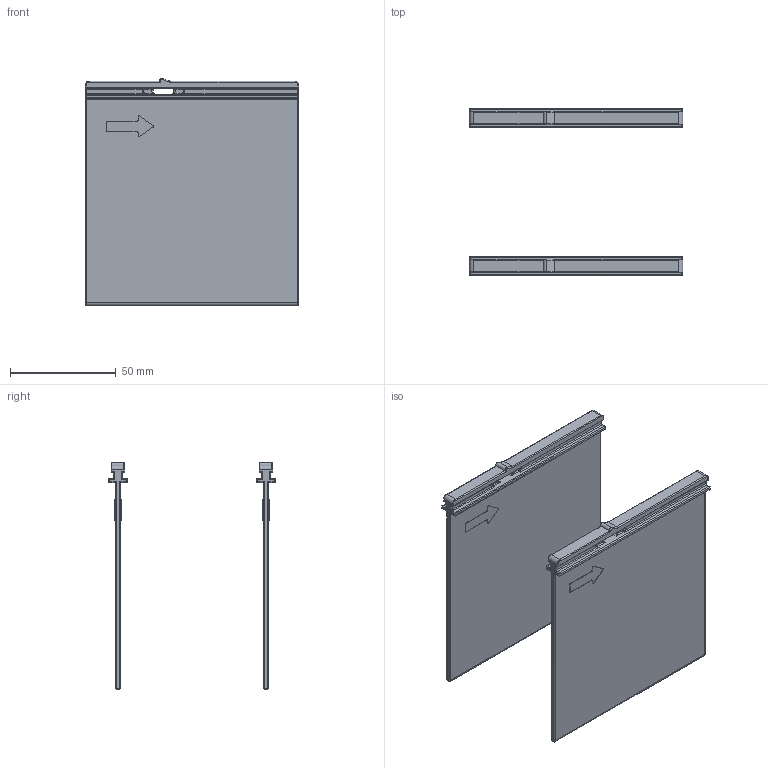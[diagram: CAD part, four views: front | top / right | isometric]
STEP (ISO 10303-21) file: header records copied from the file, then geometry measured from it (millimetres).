
FILE_DESCRIPTION((''),'2;1');
FILE_NAME('1SDH002065A1208_IGES','2020-07-29T15:05:18',('ITMADEL7'),(''),'CREO PARAMETRIC BY PTC INC, 2019030','CREO PARAMETRIC BY PTC INC, 2019030','');
FILE_SCHEMA(('AUTOMOTIVE_DESIGN { 1 0 10303 214 1 1 1 1 }'));
Length unit declared in the file: millimetre
Products named in the file (1): 1SDH002065A1208_IGES
Bounding box: 101 x 79 x 107.5 mm (x, y, z)
Volume: 59434.8 mm3; surface area: 47918.7 mm2
Topology: 2 solids, 2 shells, 314 faces, 838 edges, 488 vertices
Faces by surface type: cylinder 172, plane 78, bspline 42, torus 22
Entity records: 16781 total; most frequent: CARTESIAN_POINT 8930, ORIENTED_EDGE 1596, DIRECTION 1354, EDGE_CURVE 798, VERTEX_POINT 488, AXIS2_PLACEMENT_3D 480, VECTOR 394, LINE 394
